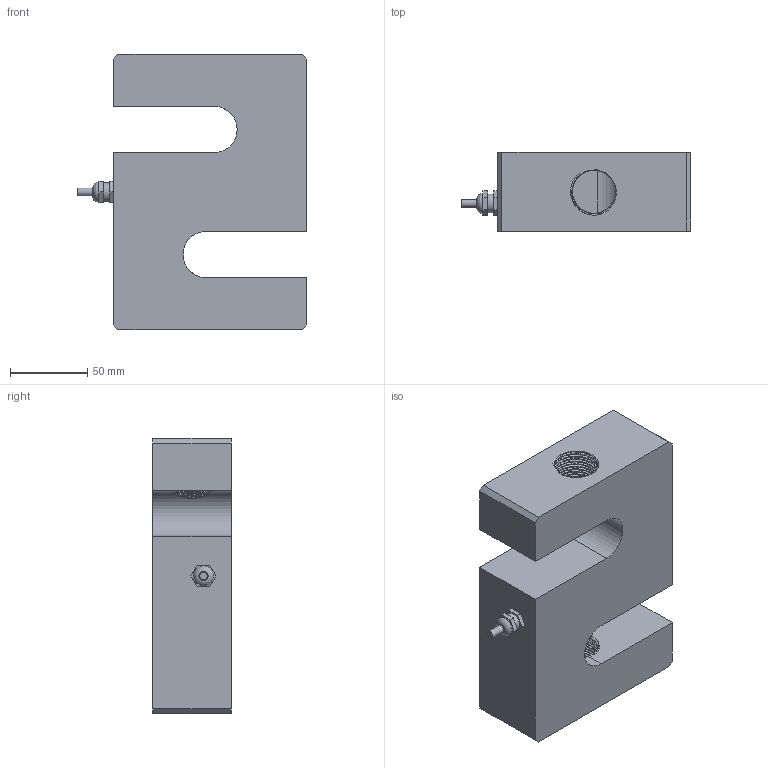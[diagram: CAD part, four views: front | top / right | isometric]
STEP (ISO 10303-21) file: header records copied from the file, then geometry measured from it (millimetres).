
FILE_DESCRIPTION(/* description */ (''),/* implementation_level */ '2;1');
FILE_NAME(/* name */ '101BS-10t v2.step',/* time_stamp */ '2020-01-23T10:20:11-08:00',/* author */ (''),/* organization */ (''),/* preprocessor_version */ 'ST-DEVELOPER v18',/* originating_system */ 'Autodesk Translation Framework v8.12.0.6',/* authorisation */ '');
FILE_SCHEMA (('AUTOMOTIVE_DESIGN { 1 0 10303 214 3 1 1 }'));
Length unit declared in the file: millimetre
Products named in the file (2): 101BS-10t; Connector v1
Assembly tree (1 placements, depth 2):
  101BS-10t
    Connector v1
Bounding box: 148.36 x 50.8 x 177.8 mm (x, y, z)
Volume: 804227.8 mm3; surface area: 98191.2 mm2
Topology: 2 solids, 5 shells, 155 faces, 417 edges, 275 vertices
Faces by surface type: cylinder 97, plane 43, bspline 15
Full cylindrical faces by diameter (mm): 5.1 x1, 10 x1, 12 x1, 13 x1, 28.023 x35, 30.256 x33, 35.6 x1, 36 x2, 37 x2
Entity records: 13575 total; most frequent: CARTESIAN_POINT 10079, ORIENTED_EDGE 834, DIRECTION 513, EDGE_CURVE 417, VERTEX_POINT 275, B_SPLINE_CURVE_WITH_KNOTS 221, AXIS2_PLACEMENT_3D 174, EDGE_LOOP 166
